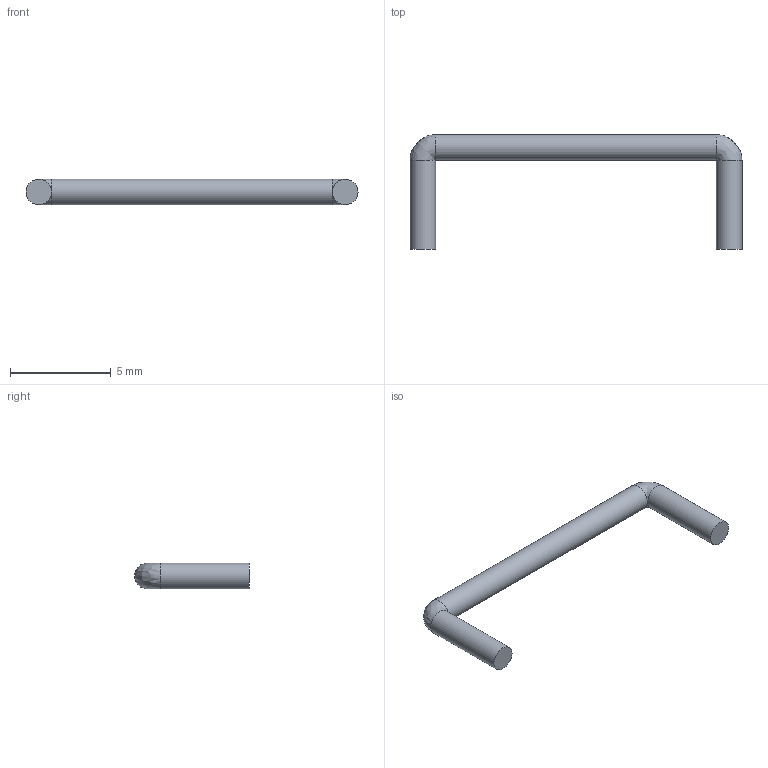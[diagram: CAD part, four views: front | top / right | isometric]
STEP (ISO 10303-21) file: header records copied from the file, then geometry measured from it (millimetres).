
FILE_DESCRIPTION(/* description */ ('','CAx-IF Rec.Pracs.---Representation and Presentation of Product Manufacturing Information (PMI)---4.0---2014-10-13'),/* implementation_level */ '2;1');
FILE_NAME(/* name */ 'bus bar.stp',/* time_stamp */ '2019-11-25T01:32:22-06:00',/* author */ ('kjdix'),/* organization */ (''),/* preprocessor_version */ 'ST-DEVELOPER v17.2',/* originating_system */ 'Autodesk Inventor 2019',/* authorisation */ '');
FILE_SCHEMA (('AP242_MANAGED_MODEL_BASED_3D_ENGINEERING_MIM_LF { 1 0 10303 442 1 1 4 }'));
Length unit declared in the file: inch
Products named in the file (1): bus bar
Bounding box: 16.51 x 5.71 x 1.27 mm (x, y, z)
Volume: 32 mm3; surface area: 101.7 mm2
Topology: 1 solids, 1 shells, 7 faces, 26 edges, 22 vertices
Faces by surface type: cylinder 3, plane 2, bspline 2
Full cylindrical faces by diameter (mm): 1.27 x3
Entity records: 442 total; most frequent: CARTESIAN_POINT 115, DIRECTION 73, AXIS2_PLACEMENT_3D 35, ORIENTED_EDGE 28, CIRCLE 16, EDGE_CURVE 14, STYLED_ITEM 13, VERTEX_POINT 9
